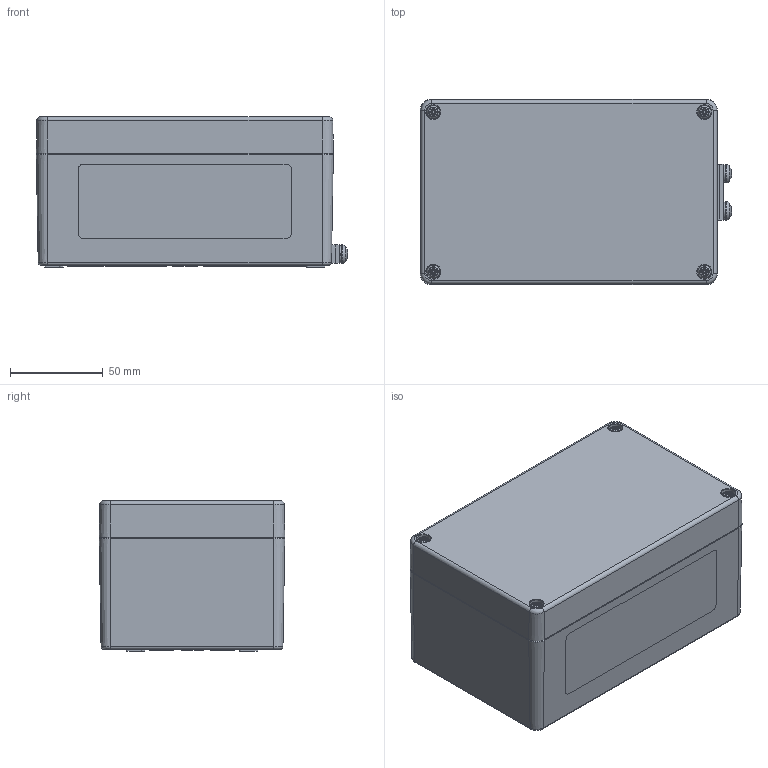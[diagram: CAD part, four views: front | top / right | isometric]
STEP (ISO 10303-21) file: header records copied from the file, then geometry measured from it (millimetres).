
FILE_DESCRIPTION(/* description */ (''),/* implementation_level */ '2;1');
FILE_NAME(/* name */ '3111106500-MBA_161080_VE.stp',/* time_stamp */ '2016-08-03T10:44:13+02:00',/* author */ ('Robin.Rentz'),/* organization */ (''),/* preprocessor_version */ 'ST-DEVELOPER v15.6',/* originating_system */ 'Autodesk Inventor 2015',/* authorisation */ '');
FILE_SCHEMA (('AUTOMOTIVE_DESIGN { 1 0 10303 214 3 1 1 }'));
Length unit declared in the file: millimetre
Products named in the file (9): 3111106500-UT_161080_VE; 0100106501-OT_161080_VE; 1990000018 Schraube BM4x24_11; Aussenerde groß; AS 1968 - 1976 - 5; ISO 8744 - 2 x 8(1); AS 1427 - M5 x 16(5) II; Aussenerde m5 2; 3111106500-MBA_161080_VE
Bounding box: 167.73 x 99.99 x 81 mm (x, y, z)
Volume: 291637.4 mm3; surface area: 156860.2 mm2
Topology: 13 solids, 13 shells, 1697 faces, 4223 edges, 2662 vertices
Faces by surface type: plane 612, bspline 404, torus 285, cylinder 239, cone 149, sphere 8
Full cylindrical faces by diameter (mm): 2 x3, 3.242 x11, 3.3 x4, 4 x4, 4.134 x2, 4.2 x4, 4.51 x2, 5 x10, 5.5 x4, 6.8 x4, 7 x9, 7.4 x1, 7.5 x8, 8.1 x4, 12 x2
Entity records: 46720 total; most frequent: CARTESIAN_POINT 14772, ORIENTED_EDGE 6872, DIRECTION 5704, EDGE_CURVE 3436, VERTEX_POINT 2247, AXIS2_PLACEMENT_3D 1997, EDGE_LOOP 1735, LINE 1710
